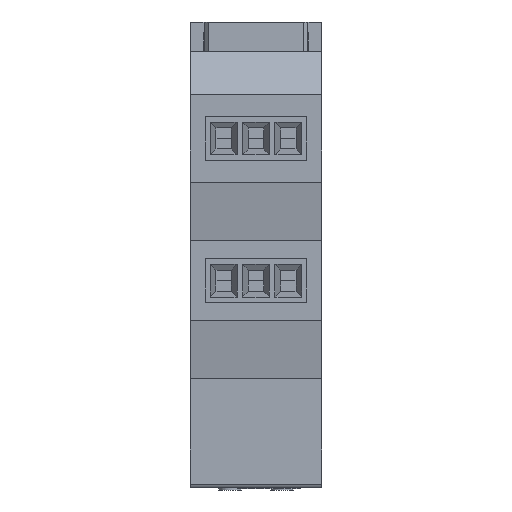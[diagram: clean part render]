
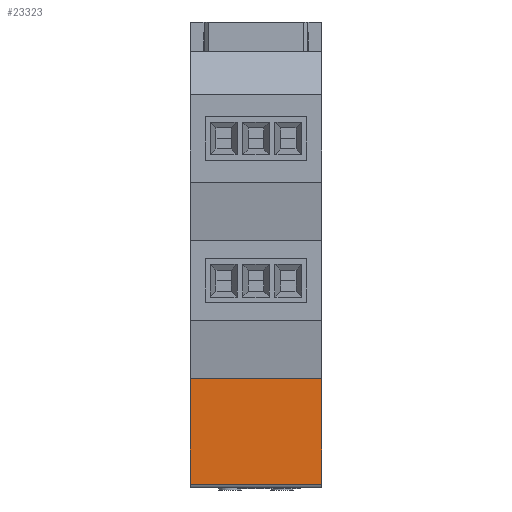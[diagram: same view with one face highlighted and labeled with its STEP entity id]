
A CAD part, front view. The second image highlights one B-rep face of the part: STEP entity #23323.
In plain terms, the highlighted planar face has unit normal (0, -1, 0).
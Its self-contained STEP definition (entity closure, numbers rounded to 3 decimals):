
#640 = VERTEX_POINT ( 'NONE', #4460 ) ;
#2468 = CARTESIAN_POINT ( 'NONE',  ( -9., -22.5, -45. ) ) ;
#2649 = LINE ( 'NONE', #6585, #8792 ) ;
#2819 = VECTOR ( 'NONE', #6924, 1000. ) ;
#4460 = CARTESIAN_POINT ( 'NONE',  ( 9., -22.5, -45. ) ) ;
#5942 = DIRECTION ( 'NONE',  ( 0., 0., -1. ) ) ;
#6284 = AXIS2_PLACEMENT_3D ( 'NONE', #23540, #9839, #25761 ) ;
#6464 = VECTOR ( 'NONE', #5942, 1000. ) ;
#6585 = CARTESIAN_POINT ( 'NONE',  ( 9., -22.5, -45. ) ) ;
#6924 = DIRECTION ( 'NONE',  ( 0., 0., -1. ) ) ;
#7082 = CARTESIAN_POINT ( 'NONE',  ( 9., -22.5, -59.5 ) ) ;
#7291 = DIRECTION ( 'NONE',  ( 1., 0., 0. ) ) ;
#8660 = EDGE_CURVE ( 'NONE', #17226, #15094, #14418, .T. ) ;
#8792 = VECTOR ( 'NONE', #18020, 1000. ) ;
#9189 = EDGE_CURVE ( 'NONE', #15094, #18328, #15189, .T. ) ;
#9627 = EDGE_CURVE ( 'NONE', #640, #18328, #24016, .T. ) ;
#9839 = DIRECTION ( 'NONE',  ( 0., 1., 0. ) ) ;
#12886 = CARTESIAN_POINT ( 'NONE',  ( 9., -22.5, -59.5 ) ) ;
#14418 = LINE ( 'NONE', #2468, #2819 ) ;
#15094 = VERTEX_POINT ( 'NONE', #26176 ) ;
#15189 = LINE ( 'NONE', #7082, #26454 ) ;
#17226 = VERTEX_POINT ( 'NONE', #26666 ) ;
#18020 = DIRECTION ( 'NONE',  ( -1., 0., 0. ) ) ;
#18328 = VERTEX_POINT ( 'NONE', #12886 ) ;
#18955 = PLANE ( 'NONE',  #6284 ) ;
#20482 = EDGE_CURVE ( 'NONE', #640, #17226, #2649, .T. ) ;
#20861 = EDGE_LOOP ( 'NONE', ( #21277, #21303, #21472, #21559 ) ) ;
#21277 = ORIENTED_EDGE ( 'NONE', *, *, #8660, .T. ) ;
#21303 = ORIENTED_EDGE ( 'NONE', *, *, #9189, .T. ) ;
#21472 = ORIENTED_EDGE ( 'NONE', *, *, #9627, .F. ) ;
#21559 = ORIENTED_EDGE ( 'NONE', *, *, #20482, .T. ) ;
#21861 = CARTESIAN_POINT ( 'NONE',  ( 9., -22.5, -45. ) ) ;
#23323 = ADVANCED_FACE ( 'NONE', ( #23328 ), #18955, .F. ) ;
#23328 = FACE_OUTER_BOUND ( 'NONE', #20861, .T. ) ;
#23540 = CARTESIAN_POINT ( 'NONE',  ( 9., -22.5, -45. ) ) ;
#24016 = LINE ( 'NONE', #21861, #6464 ) ;
#25761 = DIRECTION ( 'NONE',  ( 0., 0., 1. ) ) ;
#26176 = CARTESIAN_POINT ( 'NONE',  ( -9., -22.5, -59.5 ) ) ;
#26454 = VECTOR ( 'NONE', #7291, 1000. ) ;
#26666 = CARTESIAN_POINT ( 'NONE',  ( -9., -22.5, -45. ) ) ;
